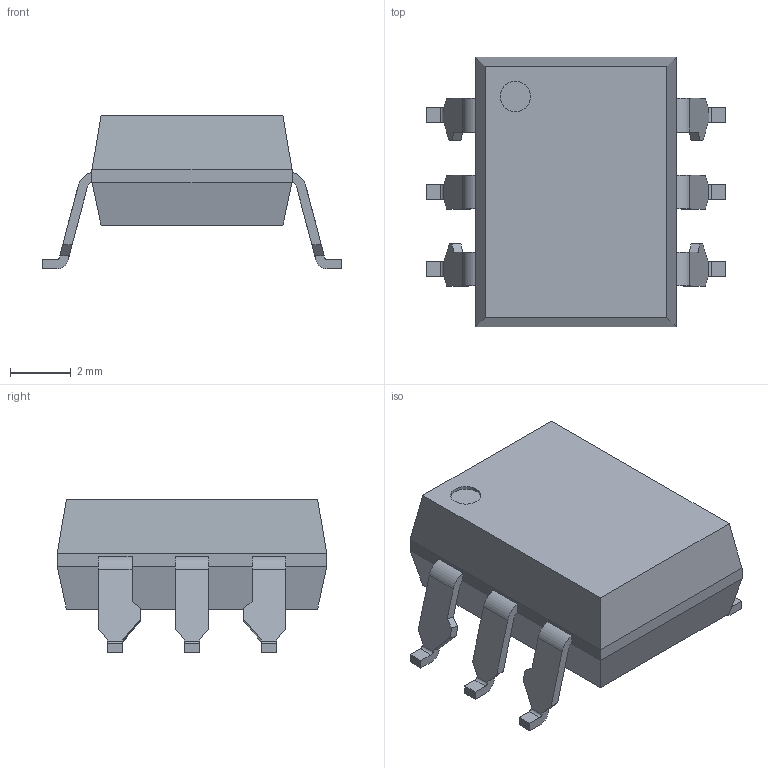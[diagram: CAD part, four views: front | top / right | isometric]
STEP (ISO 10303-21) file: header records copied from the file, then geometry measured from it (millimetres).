
FILE_DESCRIPTION((''),'2;1');
FILE_NAME('FAIRCHILD_MDIP 6L (SMD).stp','2013-12-16T12:51:39',(''),(''),'Mechanical Desktop 2011','Mechanical Desktop 2011',', , ');
FILE_SCHEMA(('AUTOMOTIVE_DESIGN { 1 2 10303 214 1 1 1 1 }'));
Length unit declared in the file: millimetre
Products named in the file (1): Product
Bounding box: 9.89 x 8.89 x 5.08 mm (x, y, z)
Volume: 204.9 mm3; surface area: 270.6 mm2
Topology: 7 solids, 7 shells, 121 faces, 310 edges, 204 vertices
Faces by surface type: bspline 63, plane 46, cylinder 12
Entity records: 3856 total; most frequent: CARTESIAN_POINT 1029, ORIENTED_EDGE 620, DIRECTION 476, EDGE_CURVE 310, VECTOR 254, LINE 254, VERTEX_POINT 204, EDGE_LOOP 122
